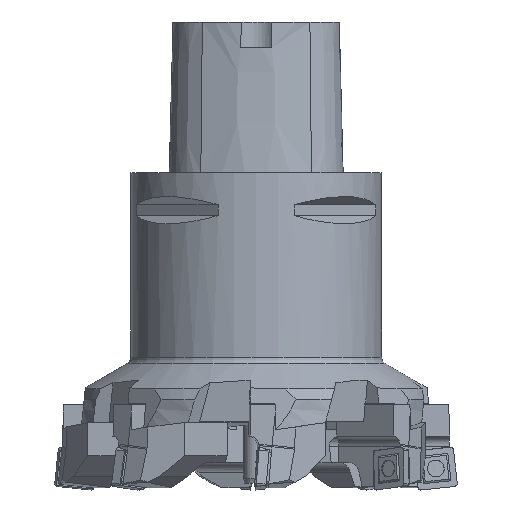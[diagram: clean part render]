
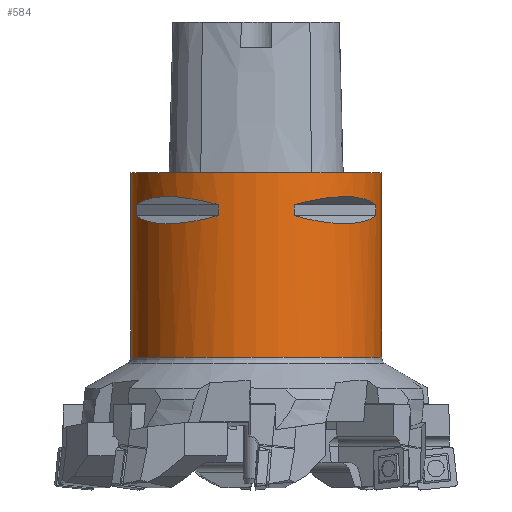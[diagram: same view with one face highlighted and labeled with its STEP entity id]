
A CAD part, front view. The second image highlights one B-rep face of the part: STEP entity #584.
In plain terms, the highlighted cylindrical face has radius 40 mm (diameter 80 mm), a full revolution.
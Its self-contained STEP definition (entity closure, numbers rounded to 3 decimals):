
#584=ADVANCED_FACE('',(#870,#871,#872,#873,#874,#875),#774,.T.);
#774=CYLINDRICAL_SURFACE('',#3870,40.);
#792=CIRCLE('',#3864,40.);
#793=CIRCLE('',#3869,40.);
#870=FACE_BOUND('',#936,.T.);
#871=FACE_BOUND('',#937,.T.);
#872=FACE_BOUND('',#938,.T.);
#873=FACE_BOUND('',#939,.T.);
#874=FACE_BOUND('',#940,.T.);
#875=FACE_BOUND('',#941,.T.);
#936=EDGE_LOOP('',(#1210,#1211,#1212,#1213));
#937=EDGE_LOOP('',(#1214,#1215,#1216,#1217));
#938=EDGE_LOOP('',(#1218));
#939=EDGE_LOOP('',(#1219,#1220,#1221,#1222));
#940=EDGE_LOOP('',(#1223,#1224,#1225,#1226));
#941=EDGE_LOOP('',(#1227));
#1161=ELLIPSE('',#3860,46.188,40.);
#1162=ELLIPSE('',#3861,46.188,40.);
#1163=ELLIPSE('',#3862,46.188,40.);
#1164=ELLIPSE('',#3863,46.188,40.);
#1165=ELLIPSE('',#3865,46.188,40.);
#1166=ELLIPSE('',#3866,46.188,40.);
#1167=ELLIPSE('',#3867,46.188,40.);
#1168=ELLIPSE('',#3868,46.188,40.);
#1210=ORIENTED_EDGE('',*,*,#2565,.T.);
#1211=ORIENTED_EDGE('',*,*,#2566,.T.);
#1212=ORIENTED_EDGE('',*,*,#2567,.T.);
#1213=ORIENTED_EDGE('',*,*,#2568,.T.);
#1214=ORIENTED_EDGE('',*,*,#2569,.T.);
#1215=ORIENTED_EDGE('',*,*,#2570,.T.);
#1216=ORIENTED_EDGE('',*,*,#2571,.T.);
#1217=ORIENTED_EDGE('',*,*,#2572,.T.);
#1218=ORIENTED_EDGE('',*,*,#2573,.T.);
#1219=ORIENTED_EDGE('',*,*,#2574,.T.);
#1220=ORIENTED_EDGE('',*,*,#2575,.T.);
#1221=ORIENTED_EDGE('',*,*,#2576,.T.);
#1222=ORIENTED_EDGE('',*,*,#2577,.T.);
#1223=ORIENTED_EDGE('',*,*,#2578,.T.);
#1224=ORIENTED_EDGE('',*,*,#2579,.T.);
#1225=ORIENTED_EDGE('',*,*,#2580,.T.);
#1226=ORIENTED_EDGE('',*,*,#2581,.T.);
#1227=ORIENTED_EDGE('',*,*,#2582,.T.);
#2214=VERTEX_POINT('',#5227);
#2215=VERTEX_POINT('',#5228);
#2216=VERTEX_POINT('',#5230);
#2217=VERTEX_POINT('',#5232);
#2218=VERTEX_POINT('',#5235);
#2219=VERTEX_POINT('',#5236);
#2220=VERTEX_POINT('',#5238);
#2221=VERTEX_POINT('',#5240);
#2222=VERTEX_POINT('',#5243);
#2223=VERTEX_POINT('',#5245);
#2224=VERTEX_POINT('',#5246);
#2225=VERTEX_POINT('',#5248);
#2226=VERTEX_POINT('',#5250);
#2227=VERTEX_POINT('',#5253);
#2228=VERTEX_POINT('',#5254);
#2229=VERTEX_POINT('',#5256);
#2230=VERTEX_POINT('',#5258);
#2231=VERTEX_POINT('',#5261);
#2565=EDGE_CURVE('',#2214,#2215,#3067,.T.);
#2566=EDGE_CURVE('',#2215,#2216,#1161,.T.);
#2567=EDGE_CURVE('',#2216,#2217,#3068,.T.);
#2568=EDGE_CURVE('',#2217,#2214,#1162,.T.);
#2569=EDGE_CURVE('',#2218,#2219,#3069,.T.);
#2570=EDGE_CURVE('',#2219,#2220,#1163,.T.);
#2571=EDGE_CURVE('',#2220,#2221,#3070,.T.);
#2572=EDGE_CURVE('',#2221,#2218,#1164,.T.);
#2573=EDGE_CURVE('',#2222,#2222,#792,.T.);
#2574=EDGE_CURVE('',#2223,#2224,#3071,.T.);
#2575=EDGE_CURVE('',#2224,#2225,#1165,.T.);
#2576=EDGE_CURVE('',#2225,#2226,#3072,.T.);
#2577=EDGE_CURVE('',#2226,#2223,#1166,.T.);
#2578=EDGE_CURVE('',#2227,#2228,#3073,.T.);
#2579=EDGE_CURVE('',#2228,#2229,#1167,.T.);
#2580=EDGE_CURVE('',#2229,#2230,#3074,.T.);
#2581=EDGE_CURVE('',#2230,#2227,#1168,.T.);
#2582=EDGE_CURVE('',#2231,#2231,#793,.T.);
#3067=LINE('',#5226,#3382);
#3068=LINE('',#5231,#3383);
#3069=LINE('',#5234,#3384);
#3070=LINE('',#5239,#3385);
#3071=LINE('',#5244,#3386);
#3072=LINE('',#5249,#3387);
#3073=LINE('',#5252,#3388);
#3074=LINE('',#5257,#3389);
#3382=VECTOR('',#4218,1.);
#3383=VECTOR('',#4221,1.);
#3384=VECTOR('',#4224,1.);
#3385=VECTOR('',#4227,1.);
#3386=VECTOR('',#4232,1.);
#3387=VECTOR('',#4235,1.);
#3388=VECTOR('',#4238,1.);
#3389=VECTOR('',#4241,1.);
#3860=AXIS2_PLACEMENT_3D('',#5229,#4219,#4220);
#3861=AXIS2_PLACEMENT_3D('',#5233,#4222,#4223);
#3862=AXIS2_PLACEMENT_3D('',#5237,#4225,#4226);
#3863=AXIS2_PLACEMENT_3D('',#5241,#4228,#4229);
#3864=AXIS2_PLACEMENT_3D('',#5242,#4230,#4231);
#3865=AXIS2_PLACEMENT_3D('',#5247,#4233,#4234);
#3866=AXIS2_PLACEMENT_3D('',#5251,#4236,#4237);
#3867=AXIS2_PLACEMENT_3D('',#5255,#4239,#4240);
#3868=AXIS2_PLACEMENT_3D('',#5259,#4242,#4243);
#3869=AXIS2_PLACEMENT_3D('',#5260,#4244,#4245);
#3870=AXIS2_PLACEMENT_3D('',#5262,#4246,#4247);
#4218=DIRECTION('',(0.,0.,1.));
#4219=DIRECTION('',(-0.354,0.354,0.866));
#4220=DIRECTION('',(-0.612,0.612,-0.5));
#4221=DIRECTION('',(0.,0.,-1.));
#4222=DIRECTION('',(-0.354,0.354,-0.866));
#4223=DIRECTION('',(0.612,-0.612,-0.5));
#4224=DIRECTION('',(0.,0.,1.));
#4225=DIRECTION('',(0.354,-0.354,0.866));
#4226=DIRECTION('',(0.612,-0.612,-0.5));
#4227=DIRECTION('',(0.,0.,-1.));
#4228=DIRECTION('',(0.354,-0.354,-0.866));
#4229=DIRECTION('',(-0.612,0.612,-0.5));
#4230=DIRECTION('',(0.,0.,-1.));
#4231=DIRECTION('',(-1.,0.,0.));
#4232=DIRECTION('',(0.,0.,1.));
#4233=DIRECTION('',(0.354,0.354,0.866));
#4234=DIRECTION('',(0.612,0.612,-0.5));
#4235=DIRECTION('',(0.,0.,-1.));
#4236=DIRECTION('',(0.354,0.354,-0.866));
#4237=DIRECTION('',(-0.612,-0.612,-0.5));
#4238=DIRECTION('',(0.,0.,1.));
#4239=DIRECTION('',(-0.354,-0.354,0.866));
#4240=DIRECTION('',(-0.612,-0.612,-0.5));
#4241=DIRECTION('',(0.,0.,-1.));
#4242=DIRECTION('',(-0.354,-0.354,-0.866));
#4243=DIRECTION('',(0.612,0.612,-0.5));
#4244=DIRECTION('',(0.,0.,1.));
#4245=DIRECTION('',(1.,0.,0.));
#4246=DIRECTION('',(0.,0.,1.));
#4247=DIRECTION('',(1.,0.,0.));
#5226=CARTESIAN_POINT('',(12.133,-38.115,0.));
#5227=CARTESIAN_POINT('',(12.133,-38.115,-13.75));
#5228=CARTESIAN_POINT('',(12.133,-38.115,-10.25));
#5229=CARTESIAN_POINT('',(0.,0.,-30.764));
#5230=CARTESIAN_POINT('',(38.115,-12.133,-10.25));
#5231=CARTESIAN_POINT('',(38.115,-12.133,0.));
#5232=CARTESIAN_POINT('',(38.115,-12.133,-13.75));
#5233=CARTESIAN_POINT('',(0.,0.,6.764));
#5234=CARTESIAN_POINT('',(-12.133,38.115,0.));
#5235=CARTESIAN_POINT('',(-12.133,38.115,-13.75));
#5236=CARTESIAN_POINT('',(-12.133,38.115,-10.25));
#5237=CARTESIAN_POINT('',(0.,0.,-30.764));
#5238=CARTESIAN_POINT('',(-38.115,12.133,-10.25));
#5239=CARTESIAN_POINT('',(-38.115,12.133,0.));
#5240=CARTESIAN_POINT('',(-38.115,12.133,-13.75));
#5241=CARTESIAN_POINT('',(0.,0.,6.764));
#5242=CARTESIAN_POINT('',(0.,0.,0.));
#5243=CARTESIAN_POINT('',(-40.,0.,0.));
#5244=CARTESIAN_POINT('',(-38.115,-12.133,0.));
#5245=CARTESIAN_POINT('',(-38.115,-12.133,-13.75));
#5246=CARTESIAN_POINT('',(-38.115,-12.133,-10.25));
#5247=CARTESIAN_POINT('',(0.,0.,-30.764));
#5248=CARTESIAN_POINT('',(-12.133,-38.115,-10.25));
#5249=CARTESIAN_POINT('',(-12.133,-38.115,0.));
#5250=CARTESIAN_POINT('',(-12.133,-38.115,-13.75));
#5251=CARTESIAN_POINT('',(0.,0.,6.764));
#5252=CARTESIAN_POINT('',(38.115,12.133,0.));
#5253=CARTESIAN_POINT('',(38.115,12.133,-13.75));
#5254=CARTESIAN_POINT('',(38.115,12.133,-10.25));
#5255=CARTESIAN_POINT('',(0.,0.,-30.764));
#5256=CARTESIAN_POINT('',(12.133,38.115,-10.25));
#5257=CARTESIAN_POINT('',(12.133,38.115,0.));
#5258=CARTESIAN_POINT('',(12.133,38.115,-13.75));
#5259=CARTESIAN_POINT('',(0.,0.,6.764));
#5260=CARTESIAN_POINT('',(0.,0.,-58.832));
#5261=CARTESIAN_POINT('',(40.,0.,-58.832));
#5262=CARTESIAN_POINT('',(0.,0.,26.));
